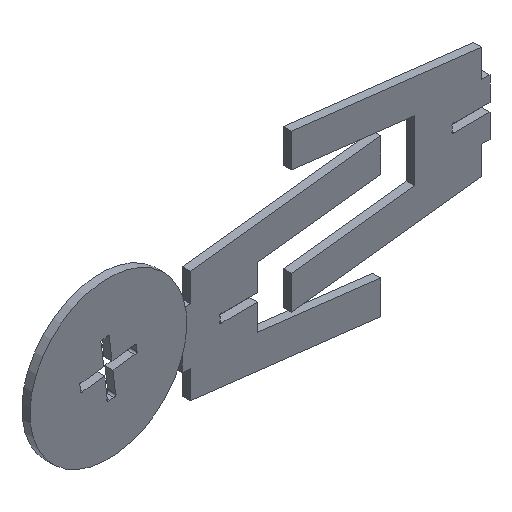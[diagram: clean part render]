
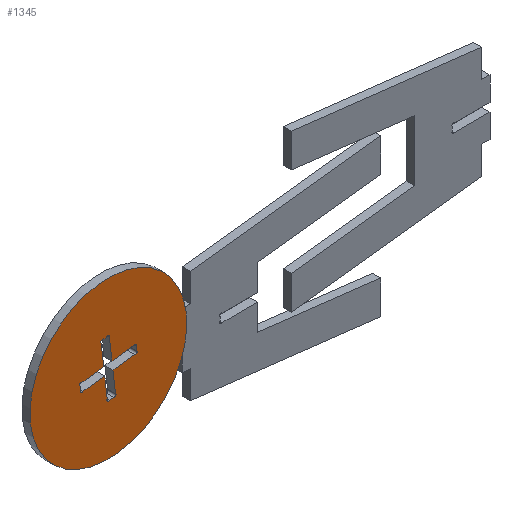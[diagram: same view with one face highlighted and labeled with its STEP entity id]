
A CAD part, isometric view. The second image highlights one B-rep face of the part: STEP entity #1345.
In plain terms, the highlighted planar face has unit normal (0, -1, 0).
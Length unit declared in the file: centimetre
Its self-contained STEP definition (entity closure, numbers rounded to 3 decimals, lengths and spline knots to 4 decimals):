
#30=FACE_BOUND('',#223,.T.);
#85=PLANE('',#1450);
#153=FACE_OUTER_BOUND('',#222,.T.);
#222=EDGE_LOOP('',(#1193));
#223=EDGE_LOOP('',(#1194,#1195,#1196,#1197,#1198,#1199,#1200,#1201,#1202,
#1203,#1204,#1205,#1206,#1207,#1208,#1209,#1210,#1211,#1212,#1213));
#250=CIRCLE('',#1425,0.3175);
#252=CIRCLE('',#1428,0.3175);
#254=CIRCLE('',#1431,0.3175);
#256=CIRCLE('',#1434,0.3175);
#258=CIRCLE('',#1437,0.3175);
#259=CIRCLE('',#1439,0.3175);
#262=CIRCLE('',#1443,0.3175);
#264=CIRCLE('',#1446,0.3175);
#265=CIRCLE('',#1451,17.78);
#397=LINE('',#2177,#555);
#400=LINE('',#2183,#558);
#403=LINE('',#2189,#561);
#406=LINE('',#2196,#564);
#407=LINE('',#2197,#565);
#408=LINE('',#2198,#566);
#409=LINE('',#2200,#567);
#410=LINE('',#2201,#568);
#411=LINE('',#2202,#569);
#412=LINE('',#2203,#570);
#413=LINE('',#2204,#571);
#414=LINE('',#2205,#572);
#555=VECTOR('',#1774,1.);
#558=VECTOR('',#1779,1.);
#561=VECTOR('',#1784,1.);
#564=VECTOR('',#1791,1.);
#565=VECTOR('',#1792,1.);
#566=VECTOR('',#1793,1.);
#567=VECTOR('',#1794,1.);
#568=VECTOR('',#1795,1.);
#569=VECTOR('',#1796,1.);
#570=VECTOR('',#1797,1.);
#571=VECTOR('',#1798,1.);
#572=VECTOR('',#1799,1.);
#668=VERTEX_POINT('',#2105);
#670=VERTEX_POINT('',#2109);
#672=VERTEX_POINT('',#2114);
#674=VERTEX_POINT('',#2118);
#676=VERTEX_POINT('',#2123);
#678=VERTEX_POINT('',#2127);
#680=VERTEX_POINT('',#2132);
#682=VERTEX_POINT('',#2136);
#684=VERTEX_POINT('',#2141);
#686=VERTEX_POINT('',#2145);
#687=VERTEX_POINT('',#2149);
#689=VERTEX_POINT('',#2152);
#692=VERTEX_POINT('',#2159);
#694=VERTEX_POINT('',#2163);
#696=VERTEX_POINT('',#2168);
#698=VERTEX_POINT('',#2172);
#699=VERTEX_POINT('',#2176);
#701=VERTEX_POINT('',#2182);
#703=VERTEX_POINT('',#2188);
#705=VERTEX_POINT('',#2194);
#706=VERTEX_POINT('',#2199);
#838=EDGE_CURVE('',#668,#670,#250,.T.);
#842=EDGE_CURVE('',#672,#674,#252,.T.);
#846=EDGE_CURVE('',#676,#678,#254,.T.);
#850=EDGE_CURVE('',#680,#682,#256,.T.);
#854=EDGE_CURVE('',#684,#686,#258,.T.);
#856=EDGE_CURVE('',#689,#687,#259,.T.);
#862=EDGE_CURVE('',#692,#694,#262,.T.);
#866=EDGE_CURVE('',#696,#698,#264,.T.);
#867=EDGE_CURVE('',#699,#668,#397,.T.);
#870=EDGE_CURVE('',#701,#692,#400,.T.);
#873=EDGE_CURVE('',#703,#696,#403,.T.);
#876=EDGE_CURVE('',#705,#705,#265,.T.);
#877=EDGE_CURVE('',#670,#684,#406,.T.);
#878=EDGE_CURVE('',#686,#701,#407,.T.);
#879=EDGE_CURVE('',#694,#676,#408,.T.);
#880=EDGE_CURVE('',#678,#706,#409,.T.);
#881=EDGE_CURVE('',#706,#672,#410,.T.);
#882=EDGE_CURVE('',#674,#689,#411,.T.);
#883=EDGE_CURVE('',#687,#703,#412,.T.);
#884=EDGE_CURVE('',#698,#680,#413,.T.);
#885=EDGE_CURVE('',#682,#699,#414,.T.);
#1193=ORIENTED_EDGE('',*,*,#876,.F.);
#1194=ORIENTED_EDGE('',*,*,#838,.T.);
#1195=ORIENTED_EDGE('',*,*,#877,.T.);
#1196=ORIENTED_EDGE('',*,*,#854,.T.);
#1197=ORIENTED_EDGE('',*,*,#878,.T.);
#1198=ORIENTED_EDGE('',*,*,#870,.T.);
#1199=ORIENTED_EDGE('',*,*,#862,.T.);
#1200=ORIENTED_EDGE('',*,*,#879,.T.);
#1201=ORIENTED_EDGE('',*,*,#846,.T.);
#1202=ORIENTED_EDGE('',*,*,#880,.T.);
#1203=ORIENTED_EDGE('',*,*,#881,.T.);
#1204=ORIENTED_EDGE('',*,*,#842,.T.);
#1205=ORIENTED_EDGE('',*,*,#882,.T.);
#1206=ORIENTED_EDGE('',*,*,#856,.T.);
#1207=ORIENTED_EDGE('',*,*,#883,.T.);
#1208=ORIENTED_EDGE('',*,*,#873,.T.);
#1209=ORIENTED_EDGE('',*,*,#866,.T.);
#1210=ORIENTED_EDGE('',*,*,#884,.T.);
#1211=ORIENTED_EDGE('',*,*,#850,.T.);
#1212=ORIENTED_EDGE('',*,*,#885,.T.);
#1213=ORIENTED_EDGE('',*,*,#867,.T.);
#1345=ADVANCED_FACE('',(#153,#30),#85,.F.);
#1425=AXIS2_PLACEMENT_3D('',#2111,#1714,#1715);
#1428=AXIS2_PLACEMENT_3D('',#2120,#1722,#1723);
#1431=AXIS2_PLACEMENT_3D('',#2129,#1730,#1731);
#1434=AXIS2_PLACEMENT_3D('',#2138,#1738,#1739);
#1437=AXIS2_PLACEMENT_3D('',#2147,#1746,#1747);
#1439=AXIS2_PLACEMENT_3D('',#2153,#1751,#1752);
#1443=AXIS2_PLACEMENT_3D('',#2165,#1762,#1763);
#1446=AXIS2_PLACEMENT_3D('',#2174,#1770,#1771);
#1450=AXIS2_PLACEMENT_3D('',#2193,#1787,#1788);
#1451=AXIS2_PLACEMENT_3D('',#2195,#1789,#1790);
#1714=DIRECTION('center_axis',(0.,1.,0.));
#1715=DIRECTION('ref_axis',(-1.,0.,0.));
#1722=DIRECTION('center_axis',(0.,1.,0.));
#1723=DIRECTION('ref_axis',(-1.,0.,0.));
#1730=DIRECTION('center_axis',(0.,1.,0.));
#1731=DIRECTION('ref_axis',(-1.,0.,0.));
#1738=DIRECTION('center_axis',(0.,1.,0.));
#1739=DIRECTION('ref_axis',(-1.,0.,0.));
#1746=DIRECTION('center_axis',(0.,1.,0.));
#1747=DIRECTION('ref_axis',(-1.,0.,0.));
#1751=DIRECTION('center_axis',(0.,1.,0.));
#1752=DIRECTION('ref_axis',(-1.,0.,0.));
#1762=DIRECTION('center_axis',(0.,1.,0.));
#1763=DIRECTION('ref_axis',(-1.,0.,0.));
#1770=DIRECTION('center_axis',(0.,1.,0.));
#1771=DIRECTION('ref_axis',(-1.,0.,0.));
#1774=DIRECTION('',(-1.,0.,0.));
#1779=DIRECTION('',(0.,0.,1.));
#1784=DIRECTION('',(0.,0.,-1.));
#1787=DIRECTION('center_axis',(0.,1.,0.));
#1788=DIRECTION('ref_axis',(1.,0.,0.));
#1789=DIRECTION('center_axis',(0.,1.,0.));
#1790=DIRECTION('ref_axis',(1.,0.,0.));
#1791=DIRECTION('',(0.,0.,1.));
#1792=DIRECTION('',(1.,0.,0.));
#1793=DIRECTION('',(1.,0.,0.));
#1794=DIRECTION('',(0.,0.,-1.));
#1795=DIRECTION('',(1.,0.,0.));
#1796=DIRECTION('',(0.,0.,-1.));
#1797=DIRECTION('',(-1.,0.,0.));
#1798=DIRECTION('',(-1.,0.,0.));
#1799=DIRECTION('',(0.,0.,1.));
#2105=CARTESIAN_POINT('',(-61.1744,8.3043,6.0039));
#2109=CARTESIAN_POINT('',(-61.6234,8.3043,6.4529));
#2111=CARTESIAN_POINT('Origin',(-61.3989,8.3043,6.2284));
#2114=CARTESIAN_POINT('',(-49.3216,8.3043,7.8835));
#2118=CARTESIAN_POINT('',(-48.8726,8.3043,7.4345));
#2120=CARTESIAN_POINT('Origin',(-49.0971,8.3043,7.659));
#2123=CARTESIAN_POINT('',(-54.7572,8.3043,13.3191));
#2127=CARTESIAN_POINT('',(-54.3082,8.3043,12.8701));
#2129=CARTESIAN_POINT('Origin',(-54.5327,8.3043,13.0946));
#2132=CARTESIAN_POINT('',(-55.7388,8.3043,0.5683));
#2136=CARTESIAN_POINT('',(-56.1878,8.3043,1.0173));
#2138=CARTESIAN_POINT('Origin',(-55.9633,8.3043,0.7928));
#2141=CARTESIAN_POINT('',(-61.6234,8.3043,7.4345));
#2145=CARTESIAN_POINT('',(-61.1744,8.3043,7.8835));
#2147=CARTESIAN_POINT('Origin',(-61.3989,8.3043,7.659));
#2149=CARTESIAN_POINT('',(-49.3216,8.3043,6.0039));
#2152=CARTESIAN_POINT('',(-48.8726,8.3043,6.4529));
#2153=CARTESIAN_POINT('Origin',(-49.0971,8.3043,6.2284));
#2159=CARTESIAN_POINT('',(-56.1878,8.3043,12.8701));
#2163=CARTESIAN_POINT('',(-55.7388,8.3043,13.3191));
#2165=CARTESIAN_POINT('Origin',(-55.9633,8.3043,13.0946));
#2168=CARTESIAN_POINT('',(-54.3082,8.3043,1.0173));
#2172=CARTESIAN_POINT('',(-54.7572,8.3043,0.5683));
#2174=CARTESIAN_POINT('Origin',(-54.5327,8.3043,0.7928));
#2176=CARTESIAN_POINT('',(-56.1878,8.3043,6.0039));
#2177=CARTESIAN_POINT('',(-58.4357,8.3043,6.0039));
#2182=CARTESIAN_POINT('',(-56.1878,8.3043,7.8835));
#2183=CARTESIAN_POINT('',(-56.1878,8.3043,10.1314));
#2188=CARTESIAN_POINT('',(-54.3082,8.3043,6.0039));
#2189=CARTESIAN_POINT('',(-54.3082,8.3043,3.756));
#2193=CARTESIAN_POINT('Origin',(-55.248,8.3043,6.9437));
#2194=CARTESIAN_POINT('',(-73.028,8.3043,6.9437));
#2195=CARTESIAN_POINT('Origin',(-55.248,8.3043,6.9437));
#2196=CARTESIAN_POINT('',(-61.6234,8.3043,7.4136));
#2197=CARTESIAN_POINT('',(-55.7179,8.3043,7.8835));
#2198=CARTESIAN_POINT('',(-54.7781,8.3043,13.3191));
#2199=CARTESIAN_POINT('',(-54.3082,8.3043,7.8835));
#2200=CARTESIAN_POINT('',(-54.3082,8.3043,7.4136));
#2201=CARTESIAN_POINT('',(-52.0603,8.3043,7.8835));
#2202=CARTESIAN_POINT('',(-48.8726,8.3043,6.4738));
#2203=CARTESIAN_POINT('',(-54.7781,8.3043,6.0039));
#2204=CARTESIAN_POINT('',(-55.7179,8.3043,0.5683));
#2205=CARTESIAN_POINT('',(-56.1878,8.3043,6.4738));
